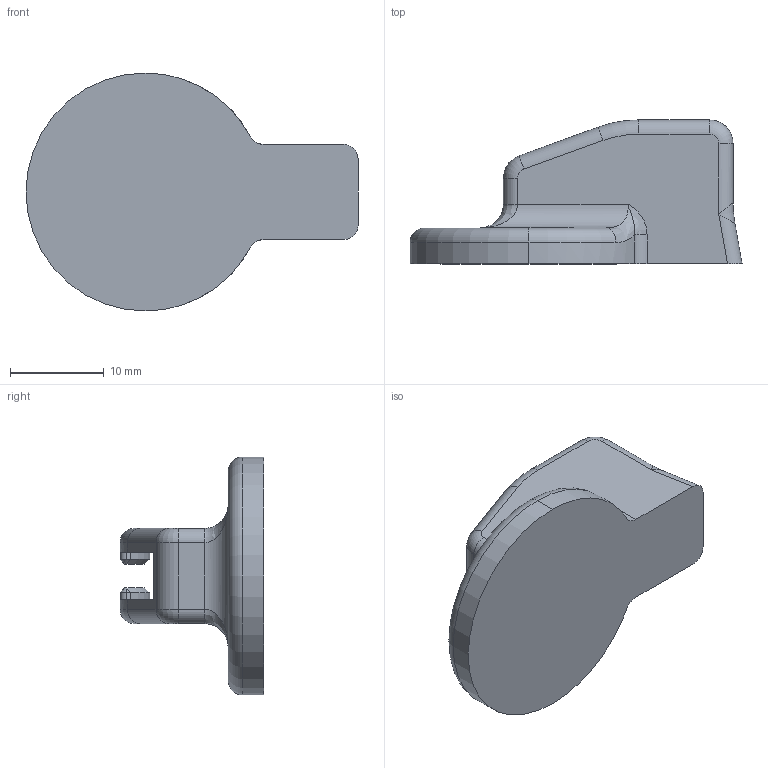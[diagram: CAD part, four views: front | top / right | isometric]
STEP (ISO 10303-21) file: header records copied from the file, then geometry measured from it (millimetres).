
FILE_DESCRIPTION (( 'STEP AP203' ), '1' );
FILE_NAME ('LegFoot.STEP', '2023-08-09T05:46:10', ( '' ), ( '' ), 'SwSTEP 2.0', 'SolidWorks 2023', '' );
FILE_SCHEMA (( 'CONFIG_CONTROL_DESIGN' ));
Length unit declared in the file: inch
Products named in the file (1): LegFoot
Bounding box: 35.43 x 15.36 x 25.4 mm (x, y, z)
Volume: 4001.1 mm3; surface area: 2562.4 mm2
Topology: 1 solids, 1 shells, 76 faces, 191 edges, 111 vertices
Faces by surface type: cylinder 33, plane 18, torus 9, cone 8, bspline 8
Entity records: 2680 total; most frequent: CARTESIAN_POINT 866, DIRECTION 371, ORIENTED_EDGE 370, EDGE_CURVE 185, AXIS2_PLACEMENT_3D 144, VERTEX_POINT 111, VECTOR 83, LINE 83
